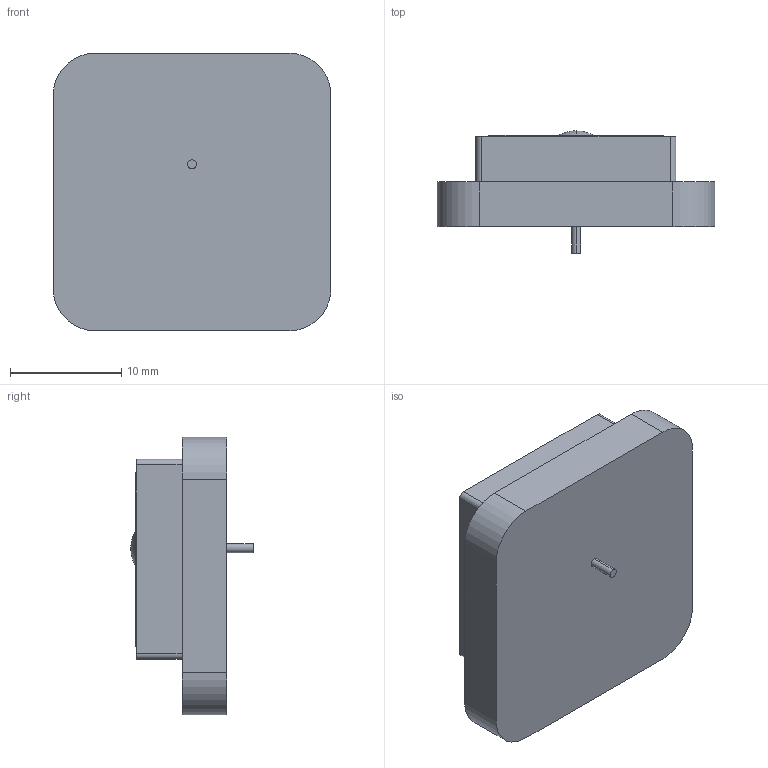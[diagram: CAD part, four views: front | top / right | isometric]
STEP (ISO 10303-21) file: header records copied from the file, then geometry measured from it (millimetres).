
FILE_DESCRIPTION (( 'STEP AP214' ), '1' );
FILE_NAME ('HP2258.STEP', '2024-03-19T08:35:37', ( '' ), ( '' ), 'SwSTEP 2.0', 'SolidWorks 2022', '' );
FILE_SCHEMA (( 'AUTOMOTIVE_DESIGN' ));
Length unit declared in the file: millimetre
Products named in the file (1): HP2258
Bounding box: 24.98 x 11.02 x 25 mm (x, y, z)
Volume: 3802.5 mm3; surface area: 1901.2 mm2
Topology: 1 solids, 1 shells, 161 faces, 492 edges, 359 vertices
Faces by surface type: plane 88, bspline 58, cylinder 13, torus 2
Entity records: 8171 total; most frequent: CARTESIAN_POINT 2611, ORIENTED_EDGE 980, DIRECTION 565, EDGE_CURVE 490, VERTEX_POINT 359, VECTOR 297, LINE 297, EDGE_LOOP 189
